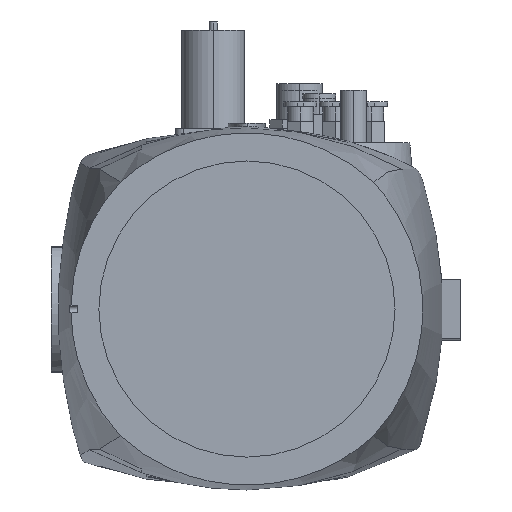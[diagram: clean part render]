
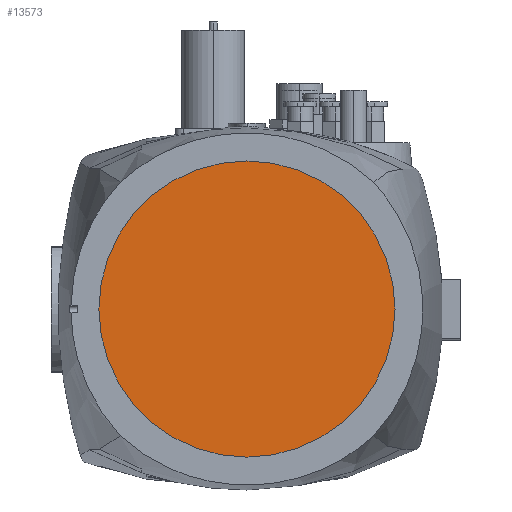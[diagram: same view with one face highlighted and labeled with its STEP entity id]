
A CAD part, left-side view. The second image highlights one B-rep face of the part: STEP entity #13573.
In plain terms, the highlighted planar face has unit normal (-1, 0, 0).
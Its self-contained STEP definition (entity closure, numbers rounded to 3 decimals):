
#563 = ORIENTED_EDGE ( 'NONE', *, *, #9040, .T. ) ;
#698 = AXIS2_PLACEMENT_3D ( 'NONE', #18702, #6374, #8688 ) ;
#1326 = VERTEX_POINT ( 'NONE', #11560 ) ;
#4344 = DIRECTION ( 'NONE',  ( -1., 0., 0. ) ) ;
#4419 = CIRCLE ( 'NONE', #9734, 45. ) ;
#5857 = CARTESIAN_POINT ( 'NONE',  ( 142., 0., 995. ) ) ;
#6374 = DIRECTION ( 'NONE',  ( -1., 0., 0. ) ) ;
#7813 = EDGE_LOOP ( 'NONE', ( #563, #18173 ) ) ;
#8630 = FACE_OUTER_BOUND ( 'NONE', #7813, .T. ) ;
#8688 = DIRECTION ( 'NONE',  ( 0., 0., 1. ) ) ;
#8932 = DIRECTION ( 'NONE',  ( 0., 0., -1. ) ) ;
#9040 = EDGE_CURVE ( 'NONE', #13017, #1326, #4419, .T. ) ;
#9734 = AXIS2_PLACEMENT_3D ( 'NONE', #5857, #22813, #20470 ) ;
#11560 = CARTESIAN_POINT ( 'NONE',  ( 142., 0., 1040. ) ) ;
#12739 = CARTESIAN_POINT ( 'NONE',  ( 142., 0., 950. ) ) ;
#13017 = VERTEX_POINT ( 'NONE', #12739 ) ;
#13573 = ADVANCED_FACE ( 'NONE', ( #8630 ), #15225, .T. ) ;
#14286 = CIRCLE ( 'NONE', #17486, 45. ) ;
#15225 = PLANE ( 'NONE',  #698 ) ;
#15494 = CARTESIAN_POINT ( 'NONE',  ( 142., 0., 995. ) ) ;
#17486 = AXIS2_PLACEMENT_3D ( 'NONE', #15494, #4344, #8932 ) ;
#18173 = ORIENTED_EDGE ( 'NONE', *, *, #22842, .T. ) ;
#18702 = CARTESIAN_POINT ( 'NONE',  ( 142., 45., 995. ) ) ;
#20470 = DIRECTION ( 'NONE',  ( 0., 0., -1. ) ) ;
#22813 = DIRECTION ( 'NONE',  ( -1., 0., 0. ) ) ;
#22842 = EDGE_CURVE ( 'NONE', #1326, #13017, #14286, .T. ) ;
